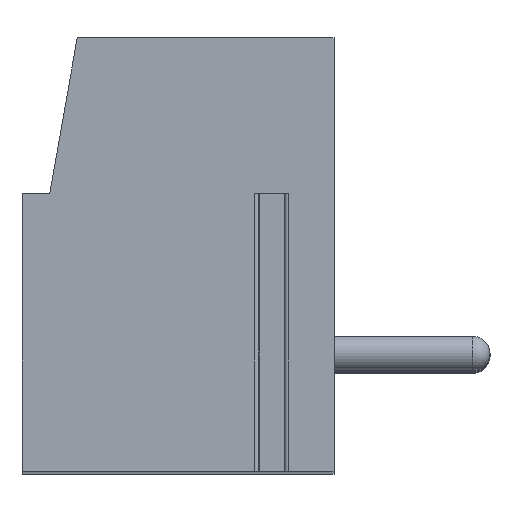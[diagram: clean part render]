
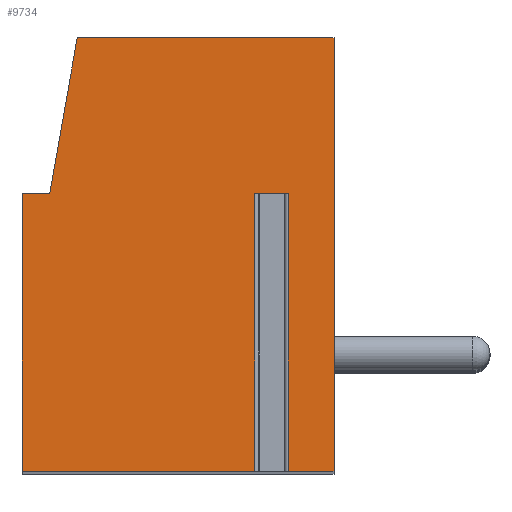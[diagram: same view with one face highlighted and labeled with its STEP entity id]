
A CAD part, top view. The second image highlights one B-rep face of the part: STEP entity #9734.
In plain terms, the highlighted planar face has unit normal (0, 0, 1).
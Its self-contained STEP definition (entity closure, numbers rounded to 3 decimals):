
#13=DIRECTION('',(-1.,0.,0.));
#14=VECTOR('',#13,0.958);
#15=CARTESIAN_POINT('',(3.179,1.75,47.5));
#16=LINE('',#15,#14);
#17=DIRECTION('',(0.,-1.,0.));
#18=VECTOR('',#17,8.);
#19=CARTESIAN_POINT('',(2.221,1.75,47.5));
#20=LINE('',#19,#18);
#21=DIRECTION('',(1.,0.,0.));
#22=VECTOR('',#21,6.721);
#23=CARTESIAN_POINT('',(-4.5,-6.25,47.5));
#24=LINE('',#23,#22);
#25=DIRECTION('',(0.,-1.,0.));
#26=VECTOR('',#25,8.);
#27=CARTESIAN_POINT('',(-4.5,1.75,47.5));
#28=LINE('',#27,#26);
#29=DIRECTION('',(-1.,0.,0.));
#30=VECTOR('',#29,0.8);
#31=CARTESIAN_POINT('',(-3.7,1.75,47.5));
#32=LINE('',#31,#30);
#33=DIRECTION('',(-0.174,-0.985,0.));
#34=VECTOR('',#33,4.569);
#35=CARTESIAN_POINT('',(-2.907,6.25,47.5));
#36=LINE('',#35,#34);
#37=DIRECTION('',(-1.,0.,0.));
#38=VECTOR('',#37,7.407);
#39=CARTESIAN_POINT('',(4.5,6.25,47.5));
#40=LINE('',#39,#38);
#41=DIRECTION('',(0.,1.,0.));
#42=VECTOR('',#41,12.5);
#43=CARTESIAN_POINT('',(4.5,-6.25,47.5));
#44=LINE('',#43,#42);
#45=DIRECTION('',(1.,0.,0.));
#46=VECTOR('',#45,1.321);
#47=CARTESIAN_POINT('',(3.179,-6.25,47.5));
#48=LINE('',#47,#46);
#49=DIRECTION('',(0.,-1.,0.));
#50=VECTOR('',#49,8.);
#51=CARTESIAN_POINT('',(3.179,1.75,47.5));
#52=LINE('',#51,#50);
#7693=CARTESIAN_POINT('',(-2.907,6.25,47.5));
#7694=CARTESIAN_POINT('',(-3.7,1.75,47.5));
#7695=VERTEX_POINT('',#7693);
#7696=VERTEX_POINT('',#7694);
#7697=CARTESIAN_POINT('',(-4.5,1.75,47.5));
#7698=VERTEX_POINT('',#7697);
#7699=CARTESIAN_POINT('',(-4.5,-6.25,47.5));
#7700=VERTEX_POINT('',#7699);
#7701=CARTESIAN_POINT('',(4.5,-6.25,47.5));
#7702=CARTESIAN_POINT('',(4.5,6.25,47.5));
#7703=VERTEX_POINT('',#7701);
#7704=VERTEX_POINT('',#7702);
#7761=CARTESIAN_POINT('',(3.179,1.75,47.5));
#7762=CARTESIAN_POINT('',(2.221,1.75,47.5));
#7763=VERTEX_POINT('',#7761);
#7764=VERTEX_POINT('',#7762);
#7765=CARTESIAN_POINT('',(3.179,-6.25,47.5));
#7766=VERTEX_POINT('',#7765);
#7767=CARTESIAN_POINT('',(2.221,-6.25,47.5));
#7768=VERTEX_POINT('',#7767);
#9707=CARTESIAN_POINT('',(0.,0.,47.5));
#9708=DIRECTION('',(0.,0.,1.));
#9709=DIRECTION('',(1.,0.,0.));
#9710=AXIS2_PLACEMENT_3D('',#9707,#9708,#9709);
#9711=PLANE('',#9710);
#9713=ORIENTED_EDGE('',*,*,#9712,.T.);
#9715=ORIENTED_EDGE('',*,*,#9714,.T.);
#9717=ORIENTED_EDGE('',*,*,#9716,.F.);
#9719=ORIENTED_EDGE('',*,*,#9718,.F.);
#9721=ORIENTED_EDGE('',*,*,#9720,.F.);
#9723=ORIENTED_EDGE('',*,*,#9722,.F.);
#9725=ORIENTED_EDGE('',*,*,#9724,.F.);
#9727=ORIENTED_EDGE('',*,*,#9726,.F.);
#9729=ORIENTED_EDGE('',*,*,#9728,.F.);
#9731=ORIENTED_EDGE('',*,*,#9730,.F.);
#9732=EDGE_LOOP('',(#9713,#9715,#9717,#9719,#9721,#9723,#9725,#9727,#9729,
#9731));
#9733=FACE_OUTER_BOUND('',#9732,.F.);
#9712=EDGE_CURVE('',#7763,#7764,#16,.T.);
#9714=EDGE_CURVE('',#7764,#7768,#20,.T.);
#9716=EDGE_CURVE('',#7700,#7768,#24,.T.);
#9718=EDGE_CURVE('',#7698,#7700,#28,.T.);
#9720=EDGE_CURVE('',#7696,#7698,#32,.T.);
#9722=EDGE_CURVE('',#7695,#7696,#36,.T.);
#9724=EDGE_CURVE('',#7704,#7695,#40,.T.);
#9726=EDGE_CURVE('',#7703,#7704,#44,.T.);
#9728=EDGE_CURVE('',#7766,#7703,#48,.T.);
#9730=EDGE_CURVE('',#7763,#7766,#52,.T.);
#9734=ADVANCED_FACE('',(#9733),#9711,.T.);
